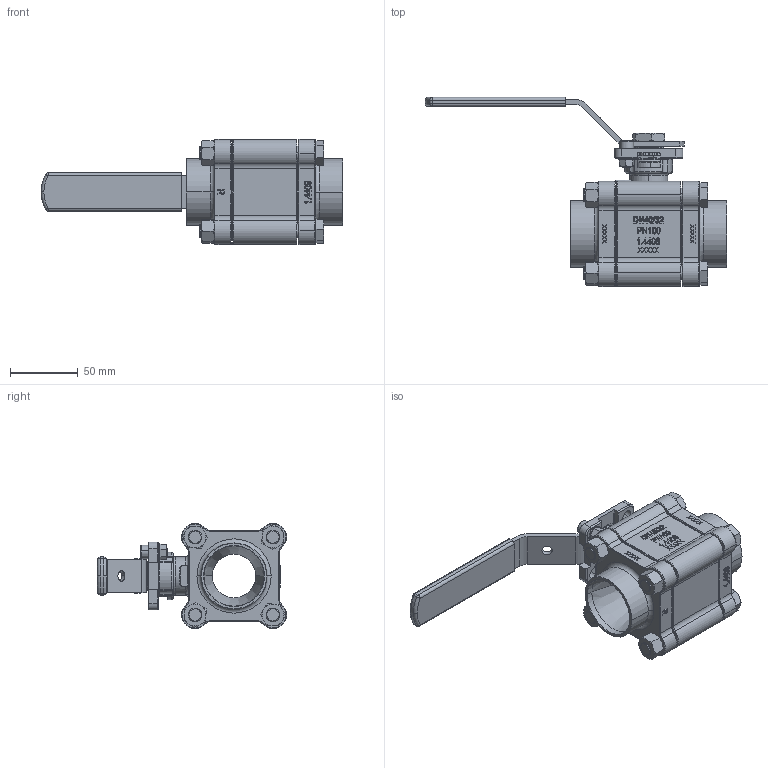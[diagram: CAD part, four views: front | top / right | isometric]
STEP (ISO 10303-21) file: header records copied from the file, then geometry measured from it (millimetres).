
FILE_DESCRIPTION (( 'STEP AP214' ), '1' );
FILE_NAME ('2707D.702R Typ A27D DN40 RB.STEP', '2019-07-19T07:21:03', ( '' ), ( '' ), 'SwSTEP 2.0', 'SolidWorks 2017', '' );
FILE_SCHEMA (( 'AUTOMOTIVE_DESIGN' ));
Length unit declared in the file: millimetre
Products named in the file (1): 2707D.702R Typ A27D DN40 RB
Bounding box: 222 x 139.11 x 77.28 mm (x, y, z)
Volume: 316366.9 mm3; surface area: 138877.4 mm2
Topology: 25 solids, 25 shells, 1418 faces, 3851 edges, 2546 vertices
Faces by surface type: plane 487, cylinder 383, cone 197, bspline 178, torus 167, sphere 6
Entity records: 73604 total; most frequent: CARTESIAN_POINT 23260, ORIENTED_EDGE 7594, DIRECTION 6592, EDGE_CURVE 3797, VERTEX_POINT 2546, AXIS2_PLACEMENT_3D 2462, VECTOR 1668, LINE 1668
